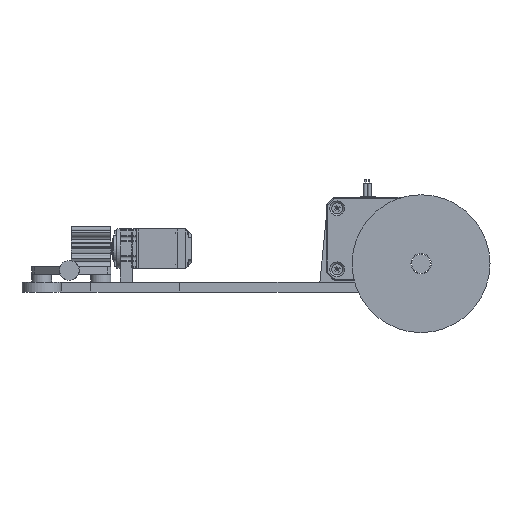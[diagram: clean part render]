
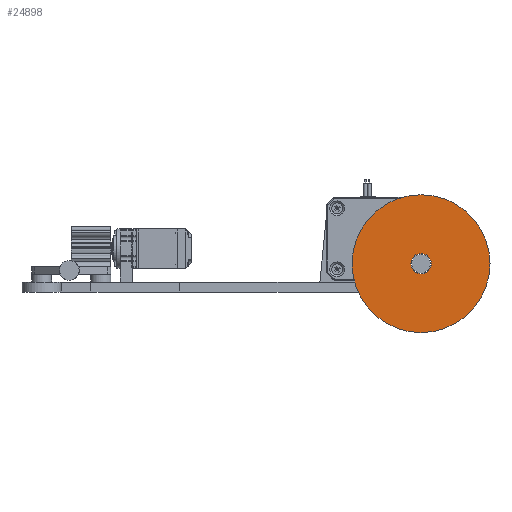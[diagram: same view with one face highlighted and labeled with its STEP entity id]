
A CAD part, left-side view. The second image highlights one B-rep face of the part: STEP entity #24898.
In plain terms, the highlighted planar face has unit normal (-1, 0, 0).
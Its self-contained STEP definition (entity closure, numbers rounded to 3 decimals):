
#1908=FACE_BOUND('',#4744,.T.);
#3266=FACE_OUTER_BOUND('',#4743,.T.);
#4743=EDGE_LOOP('',(#23058));
#4744=EDGE_LOOP('',(#23059));
#6208=CIRCLE('',#27781,5.15);
#6209=CIRCLE('',#27783,35.);
#12054=VERTEX_POINT('',#51428);
#12055=VERTEX_POINT('',#51432);
#15720=EDGE_CURVE('',#12054,#12054,#6208,.T.);
#15722=EDGE_CURVE('',#12055,#12055,#6209,.T.);
#23058=ORIENTED_EDGE('',*,*,#15722,.T.);
#23059=ORIENTED_EDGE('',*,*,#15720,.T.);
#23540=PLANE('',#27784);
#24898=ADVANCED_FACE('',(#3266,#1908),#23540,.F.);
#27781=AXIS2_PLACEMENT_3D('',#51429,#35155,#35156);
#27783=AXIS2_PLACEMENT_3D('',#51433,#35160,#35161);
#27784=AXIS2_PLACEMENT_3D('',#51435,#35163,#35164);
#35155=DIRECTION('center_axis',(1.,0.,0.));
#35156=DIRECTION('ref_axis',(0.,1.,0.));
#35160=DIRECTION('center_axis',(-1.,0.,0.));
#35161=DIRECTION('ref_axis',(0.,1.,0.));
#35163=DIRECTION('center_axis',(1.,0.,0.));
#35164=DIRECTION('ref_axis',(0.,1.,0.));
#51428=CARTESIAN_POINT('',(-60.,-27.716,9.366));
#51429=CARTESIAN_POINT('Origin',(-60.,-22.566,9.366));
#51432=CARTESIAN_POINT('',(-60.,-57.566,9.366));
#51433=CARTESIAN_POINT('Origin',(-60.,-22.566,9.366));
#51435=CARTESIAN_POINT('Origin',(-60.,-22.566,9.366));
